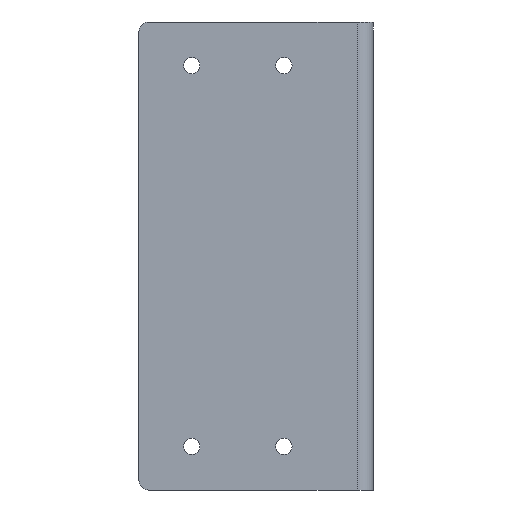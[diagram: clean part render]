
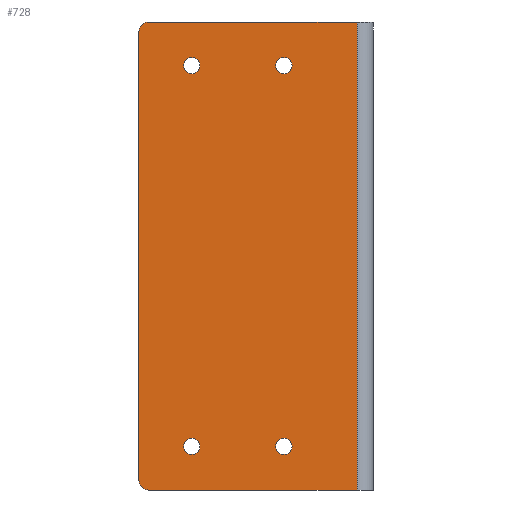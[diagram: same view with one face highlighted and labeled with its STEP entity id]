
A CAD part, left-side view. The second image highlights one B-rep face of the part: STEP entity #728.
In plain terms, the highlighted planar face has unit normal (-1, 0, 0).
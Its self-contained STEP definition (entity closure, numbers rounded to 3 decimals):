
#170=DIRECTION('',(0.,1.,0.));
#171=VECTOR('',#170,67.808);
#172=CARTESIAN_POINT('',(-2.508,2.6,-76.2));
#173=LINE('',#172,#171);
#174=CARTESIAN_POINT('',(-2.508,70.408,-73.));
#175=DIRECTION('',(1.,0.,0.));
#176=DIRECTION('',(0.,0.,-1.));
#177=AXIS2_PLACEMENT_3D('',#174,#175,#176);
#179=DIRECTION('',(0.,0.,1.));
#180=VECTOR('',#179,146.);
#181=CARTESIAN_POINT('',(-2.508,73.608,-73.));
#182=LINE('',#181,#180);
#183=CARTESIAN_POINT('',(-2.508,70.408,73.));
#184=DIRECTION('',(1.,0.,0.));
#185=DIRECTION('',(0.,1.,0.));
#186=AXIS2_PLACEMENT_3D('',#183,#184,#185);
#188=DIRECTION('',(0.,-1.,0.));
#189=VECTOR('',#188,67.808);
#190=CARTESIAN_POINT('',(-2.508,70.408,76.2));
#191=LINE('',#190,#189);
#192=CARTESIAN_POINT('',(-2.508,26.408,-62.));
#193=DIRECTION('',(-1.,0.,0.));
#194=DIRECTION('',(0.,0.,-1.));
#195=AXIS2_PLACEMENT_3D('',#192,#193,#194);
#197=CARTESIAN_POINT('',(-2.508,26.408,-62.));
#198=DIRECTION('',(-1.,0.,0.));
#199=DIRECTION('',(0.,0.,1.));
#200=AXIS2_PLACEMENT_3D('',#197,#198,#199);
#202=CARTESIAN_POINT('',(-2.508,26.408,62.));
#203=DIRECTION('',(-1.,0.,0.));
#204=DIRECTION('',(0.,0.,-1.));
#205=AXIS2_PLACEMENT_3D('',#202,#203,#204);
#207=CARTESIAN_POINT('',(-2.508,26.408,62.));
#208=DIRECTION('',(-1.,0.,0.));
#209=DIRECTION('',(0.,0.,1.));
#210=AXIS2_PLACEMENT_3D('',#207,#208,#209);
#212=CARTESIAN_POINT('',(-2.508,56.408,-62.));
#213=DIRECTION('',(-1.,0.,0.));
#214=DIRECTION('',(0.,0.,-1.));
#215=AXIS2_PLACEMENT_3D('',#212,#213,#214);
#217=CARTESIAN_POINT('',(-2.508,56.408,-62.));
#218=DIRECTION('',(-1.,0.,0.));
#219=DIRECTION('',(0.,0.,1.));
#220=AXIS2_PLACEMENT_3D('',#217,#218,#219);
#222=CARTESIAN_POINT('',(-2.508,56.408,62.));
#223=DIRECTION('',(-1.,0.,0.));
#224=DIRECTION('',(0.,0.,-1.));
#225=AXIS2_PLACEMENT_3D('',#222,#223,#224);
#227=CARTESIAN_POINT('',(-2.508,56.408,62.));
#228=DIRECTION('',(-1.,0.,0.));
#229=DIRECTION('',(0.,0.,1.));
#230=AXIS2_PLACEMENT_3D('',#227,#228,#229);
#232=DIRECTION('',(0.,0.,-1.));
#233=VECTOR('',#232,152.4);
#234=CARTESIAN_POINT('',(-2.508,2.6,76.2));
#235=LINE('',#234,#233);
#354=CARTESIAN_POINT('',(-2.508,70.408,-76.2));
#355=CARTESIAN_POINT('',(-2.508,73.608,-73.));
#356=VERTEX_POINT('',#354);
#357=VERTEX_POINT('',#355);
#358=CARTESIAN_POINT('',(-2.508,73.608,73.));
#359=VERTEX_POINT('',#358);
#360=CARTESIAN_POINT('',(-2.508,70.408,76.2));
#361=VERTEX_POINT('',#360);
#382=CARTESIAN_POINT('',(-2.508,2.6,76.2));
#383=VERTEX_POINT('',#382);
#384=CARTESIAN_POINT('',(-2.508,2.6,-76.2));
#385=VERTEX_POINT('',#384);
#418=CARTESIAN_POINT('',(-2.508,56.408,59.35));
#419=CARTESIAN_POINT('',(-2.508,56.408,64.65));
#420=VERTEX_POINT('',#418);
#421=VERTEX_POINT('',#419);
#422=CARTESIAN_POINT('',(-2.508,56.408,-64.65));
#423=CARTESIAN_POINT('',(-2.508,56.408,-59.35));
#424=VERTEX_POINT('',#422);
#425=VERTEX_POINT('',#423);
#426=CARTESIAN_POINT('',(-2.508,26.408,59.35));
#427=CARTESIAN_POINT('',(-2.508,26.408,64.65));
#428=VERTEX_POINT('',#426);
#429=VERTEX_POINT('',#427);
#430=CARTESIAN_POINT('',(-2.508,26.408,-64.65));
#431=CARTESIAN_POINT('',(-2.508,26.408,-59.35));
#432=VERTEX_POINT('',#430);
#433=VERTEX_POINT('',#431);
#690=CARTESIAN_POINT('',(-2.508,-0.092,0.));
#691=DIRECTION('',(1.,0.,0.));
#692=DIRECTION('',(0.,-1.,0.));
#693=AXIS2_PLACEMENT_3D('',#690,#691,#692);
#694=PLANE('',#693);
#696=ORIENTED_EDGE('',*,*,#695,.T.);
#697=ORIENTED_EDGE('',*,*,#644,.T.);
#698=ORIENTED_EDGE('',*,*,#657,.T.);
#699=ORIENTED_EDGE('',*,*,#671,.T.);
#700=ORIENTED_EDGE('',*,*,#684,.T.);
#701=ORIENTED_EDGE('',*,*,#529,.T.);
#702=EDGE_LOOP('',(#696,#697,#698,#699,#700,#701));
#703=FACE_OUTER_BOUND('',#702,.F.);
#705=ORIENTED_EDGE('',*,*,#704,.T.);
#707=ORIENTED_EDGE('',*,*,#706,.T.);
#708=EDGE_LOOP('',(#705,#707));
#709=FACE_BOUND('',#708,.F.);
#711=ORIENTED_EDGE('',*,*,#710,.T.);
#713=ORIENTED_EDGE('',*,*,#712,.T.);
#714=EDGE_LOOP('',(#711,#713));
#715=FACE_BOUND('',#714,.F.);
#717=ORIENTED_EDGE('',*,*,#716,.T.);
#719=ORIENTED_EDGE('',*,*,#718,.T.);
#720=EDGE_LOOP('',(#717,#719));
#721=FACE_BOUND('',#720,.F.);
#723=ORIENTED_EDGE('',*,*,#722,.T.);
#725=ORIENTED_EDGE('',*,*,#724,.T.);
#726=EDGE_LOOP('',(#723,#725));
#727=FACE_BOUND('',#726,.F.);
#728=ADVANCED_FACE('',(#703,#709,#715,#721,#727),#694,.F.);
#178=CIRCLE('',#177,3.2);
#187=CIRCLE('',#186,3.2);
#196=CIRCLE('',#195,2.65);
#201=CIRCLE('',#200,2.65);
#206=CIRCLE('',#205,2.65);
#211=CIRCLE('',#210,2.65);
#216=CIRCLE('',#215,2.65);
#221=CIRCLE('',#220,2.65);
#226=CIRCLE('',#225,2.65);
#231=CIRCLE('',#230,2.65);
#529=EDGE_CURVE('',#361,#383,#191,.T.);
#644=EDGE_CURVE('',#385,#356,#173,.T.);
#657=EDGE_CURVE('',#356,#357,#178,.T.);
#671=EDGE_CURVE('',#357,#359,#182,.T.);
#684=EDGE_CURVE('',#359,#361,#187,.T.);
#695=EDGE_CURVE('',#383,#385,#235,.T.);
#704=EDGE_CURVE('',#432,#433,#196,.T.);
#706=EDGE_CURVE('',#433,#432,#201,.T.);
#710=EDGE_CURVE('',#428,#429,#206,.T.);
#712=EDGE_CURVE('',#429,#428,#211,.T.);
#716=EDGE_CURVE('',#424,#425,#216,.T.);
#718=EDGE_CURVE('',#425,#424,#221,.T.);
#722=EDGE_CURVE('',#420,#421,#226,.T.);
#724=EDGE_CURVE('',#421,#420,#231,.T.);
